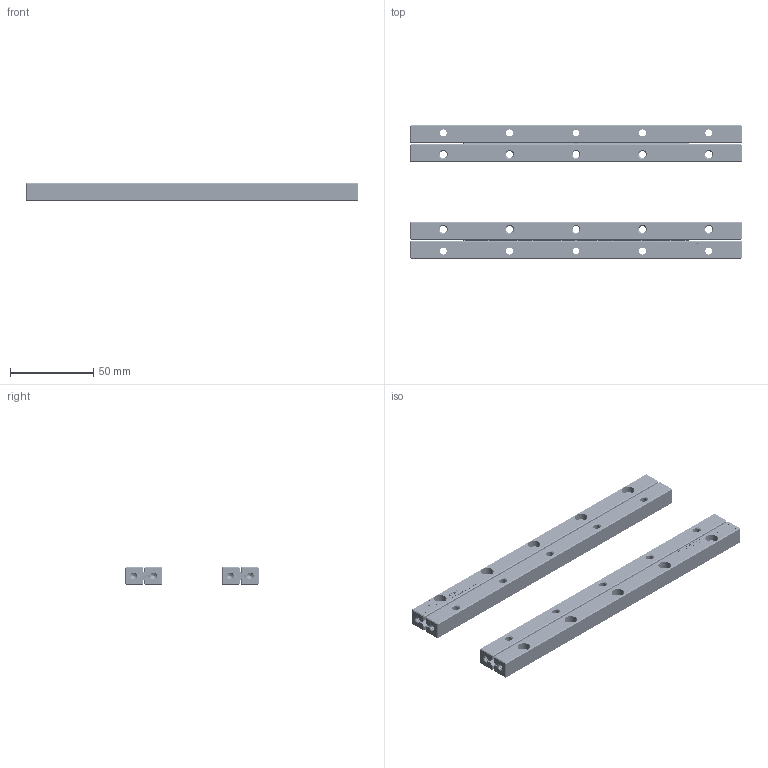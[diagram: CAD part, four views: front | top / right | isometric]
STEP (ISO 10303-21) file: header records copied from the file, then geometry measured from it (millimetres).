
FILE_DESCRIPTION(/* description */ (''),/* implementation_level */ '2;1');
FILE_NAME(/* name */ 'Set RSDE-4200x28KRE-ACC_stp.stp',/* time_stamp */ '2025-03-12T10:51:23+01:00',/* author */ (''),/* organization */ (''),/* preprocessor_version */ 'ST-DEVELOPER v16.7',/* originating_system */ 'SIEMENS PLM Software NX 12.0',/* authorisation */ '');
FILE_SCHEMA (('AUTOMOTIVE_DESIGN { 1 0 10303 214 3 1 1 1 }'));
Products named in the file (1): Set RSDE-4200x28KRE-ACC_stp
Bounding box: 199.6 x 80 x 11 mm (x, y, z)
Volume: 84408.9 mm3; surface area: 53135 mm2
Topology: 72 solids, 72 shells, 5324 faces, 14814 edges, 9734 vertices
Faces by surface type: plane 2980, cylinder 1280, torus 448, bspline 360, cone 164, extrusion 92
Full cylindrical faces by diameter (mm): 0.5 x240, 1.5 x8, 2 x56, 2.6 x8, 3.2 x8, 4 x56, 4.2 x20, 7.5 x20
Entity records: 183358 total; most frequent: CARTESIAN_POINT 41281, ORIENTED_EDGE 28080, DIRECTION 26318, EDGE_CURVE 14040, VERTEX_POINT 9544, VECTOR 9084, LINE 8992, AXIS2_PLACEMENT_3D 8617
